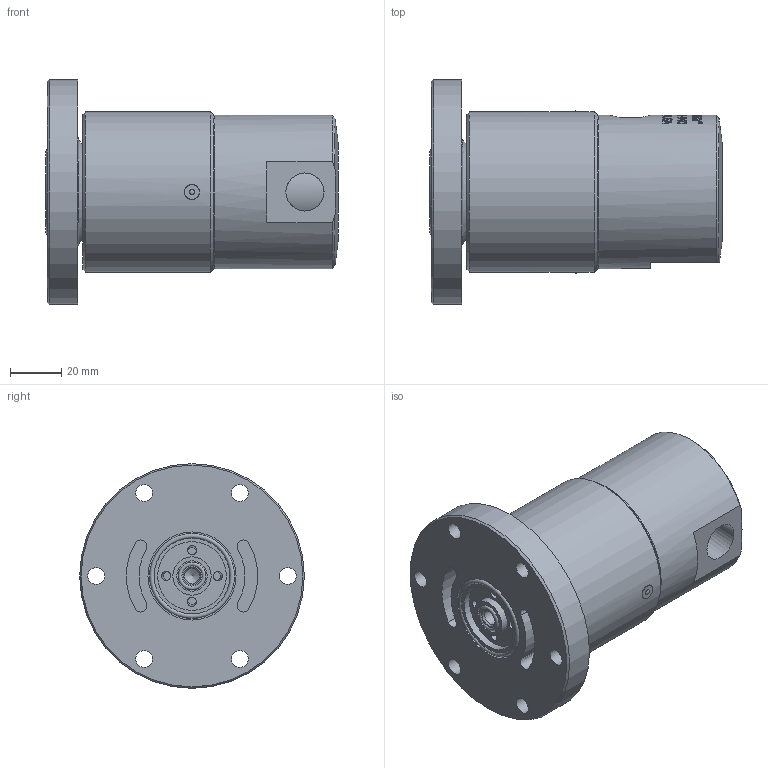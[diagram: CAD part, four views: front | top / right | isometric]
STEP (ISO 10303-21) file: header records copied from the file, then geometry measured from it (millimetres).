
FILE_DESCRIPTION((''),'2;1');
FILE_NAME('2620-122-940-IC.stp','2011-03-24T15:29:35',('loackere'),(''),'Autodesk Inventor 2008','Autodesk Inventor 2008','');
FILE_SCHEMA(('AUTOMOTIVE_DESIGN { 1 0 10303 214 1 1 1 1 }'));
Length unit declared in the file: millimetre
Products named in the file (1): 2620-122-940
Bounding box: 114.45 x 87.98 x 87.98 mm (x, y, z)
Volume: 353476.3 mm3; surface area: 45956.5 mm2
Topology: 1 solids, 3 shells, 576 faces, 1517 edges, 1006 vertices
Faces by surface type: bspline 289, plane 200, cylinder 73, cone 8, torus 4, sphere 2
Full cylindrical faces by diameter (mm): 3.5 x4, 4.85 x2, 5.75 x2, 6 x1, 7.9 x2, 11.9 x1, 15 x1, 26.9 x1, 29.7 x2, 34.5 x1, 60 x1, 62.85 x1, 87.981 x1
Entity records: 88123 total; most frequent: CARTESIAN_POINT 75590, ORIENTED_EDGE 2888, DIRECTION 1554, EDGE_CURVE 1444, VERTEX_POINT 988, EDGE_LOOP 714, B_SPLINE_CURVE_WITH_KNOTS 693, FACE_OUTER_BOUND 576
